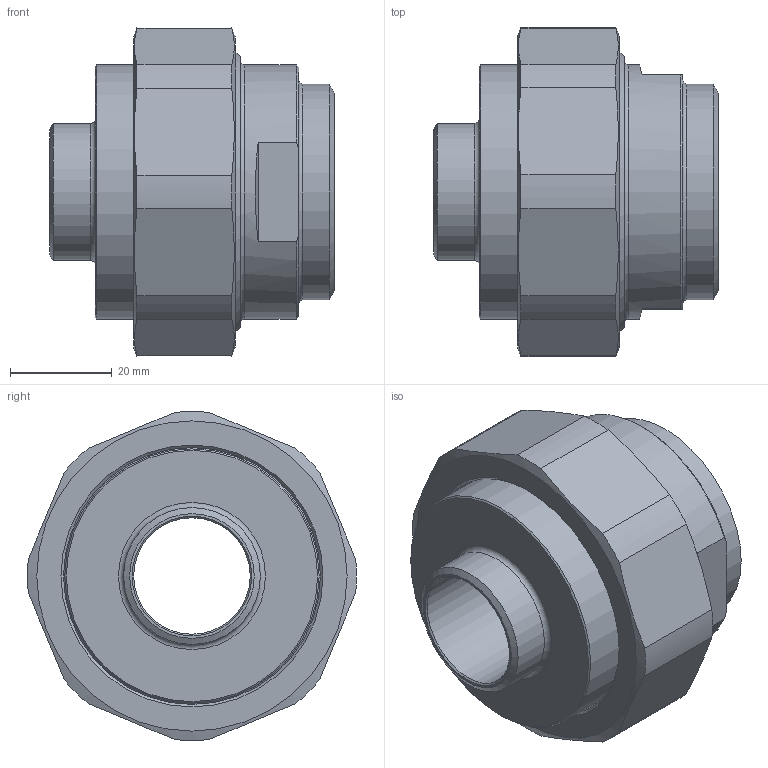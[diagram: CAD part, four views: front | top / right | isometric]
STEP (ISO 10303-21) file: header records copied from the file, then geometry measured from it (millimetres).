
FILE_DESCRIPTION(/* description */ (''),/* implementation_level */ '2;1');
FILE_NAME(/* name */ '3D_R134-SE-SG-26.9-42.4_17101677.stp',/* time_stamp */ '2021-06-28T15:46:38+02:00',/* author */ ('cad'),/* organization */ (''),/* preprocessor_version */ 'ST-DEVELOPER v18.1',/* originating_system */ 'Autodesk Inventor 2022',/* authorisation */ '');
FILE_SCHEMA (('AUTOMOTIVE_DESIGN { 1 0 10303 214 3 1 1 }'));
Length unit declared in the file: millimetre
Products named in the file (4): 3D_R134-SE-SG-26.9-42.4_17101677; 3D_R134-M-DN32_171011625; 3D_R134-SG-42.4_171011525; 3D_R134-SE-26.9-42.4_171011227
Assembly tree (3 placements, depth 2):
  3D_R134-SE-SG-26.9-42.4_17101677
    3D_R134-M-DN32_171011625
    3D_R134-SG-42.4_171011525
    3D_R134-SE-26.9-42.4_171011227
Bounding box: 56 x 64.68 x 64.66 mm (x, y, z)
Volume: 72135.6 mm3; surface area: 28780.2 mm2
Topology: 3 solids, 3 shells, 74 faces, 176 edges, 115 vertices
Faces by surface type: plane 25, cone 20, cylinder 19, torus 10
Full cylindrical faces by diameter (mm): 22.9 x1, 26.9 x1, 37.2 x1, 37.4 x1, 42.4 x1, 50 x2, 50.5 x1, 54 x1, 54.376 x1, 55.85 x1
Entity records: 2322 total; most frequent: DIRECTION 421, CARTESIAN_POINT 412, ORIENTED_EDGE 352, AXIS2_PLACEMENT_3D 184, EDGE_CURVE 176, VERTEX_POINT 115, CIRCLE 101, EDGE_LOOP 87
